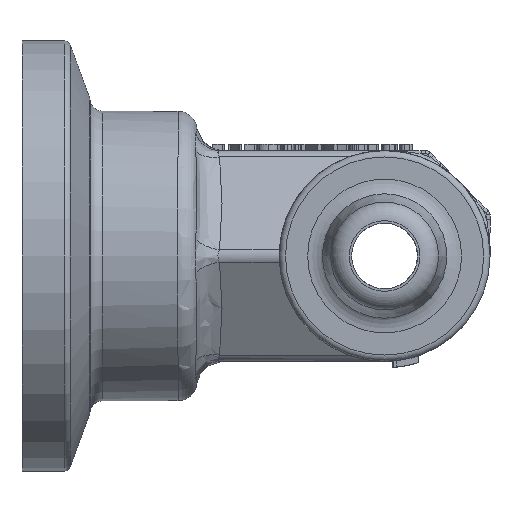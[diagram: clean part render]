
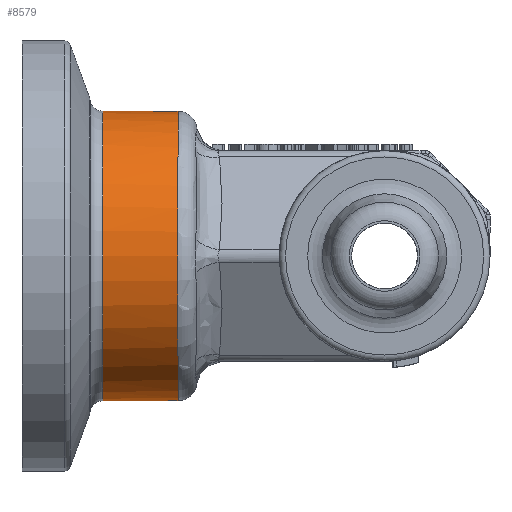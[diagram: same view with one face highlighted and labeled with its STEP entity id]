
A CAD part, left-side view. The second image highlights one B-rep face of the part: STEP entity #8579.
In plain terms, the highlighted cylindrical face has radius 17.462 mm (diameter 34.925 mm), a full revolution.
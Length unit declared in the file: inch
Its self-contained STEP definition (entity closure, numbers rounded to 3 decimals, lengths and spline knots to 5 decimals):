
#1736=CYLINDRICAL_SURFACE('',#9187,0.6875);
#1814=FACE_BOUND('',#2529,.T.);
#1963=FACE_OUTER_BOUND('',#2528,.T.);
#2528=EDGE_LOOP('',(#6357));
#2529=EDGE_LOOP('',(#6358));
#3089=CIRCLE('',#9186,0.6875);
#3090=CIRCLE('',#9188,0.6875);
#3939=VERTEX_POINT('',#13995);
#3940=VERTEX_POINT('',#13998);
#4875=EDGE_CURVE('',#3939,#3939,#3089,.T.);
#4876=EDGE_CURVE('',#3940,#3940,#3090,.T.);
#6357=ORIENTED_EDGE('',*,*,#4876,.F.);
#6358=ORIENTED_EDGE('',*,*,#4875,.F.);
#8579=ADVANCED_FACE('',(#1963,#1814),#1736,.T.);
#9186=AXIS2_PLACEMENT_3D('',#13996,#10033,#10034);
#9187=AXIS2_PLACEMENT_3D('',#13997,#10035,#10036);
#9188=AXIS2_PLACEMENT_3D('',#13999,#10037,#10038);
#10033=DIRECTION('center_axis',(0.,-1.,0.));
#10034=DIRECTION('ref_axis',(1.,0.,0.));
#10035=DIRECTION('center_axis',(0.,1.,0.));
#10036=DIRECTION('ref_axis',(-1.,0.,0.));
#10037=DIRECTION('center_axis',(0.,1.,0.));
#10038=DIRECTION('ref_axis',(0.,0.,-1.));
#13995=CARTESIAN_POINT('',(-0.6875,0.98,0.));
#13996=CARTESIAN_POINT('Origin',(0.,0.98,0.));
#13997=CARTESIAN_POINT('Origin',(0.,1.143,0.));
#13998=CARTESIAN_POINT('',(-0.6875,1.33741,-0.00056));
#13999=CARTESIAN_POINT('Origin',(0.,1.33741,
0.));
